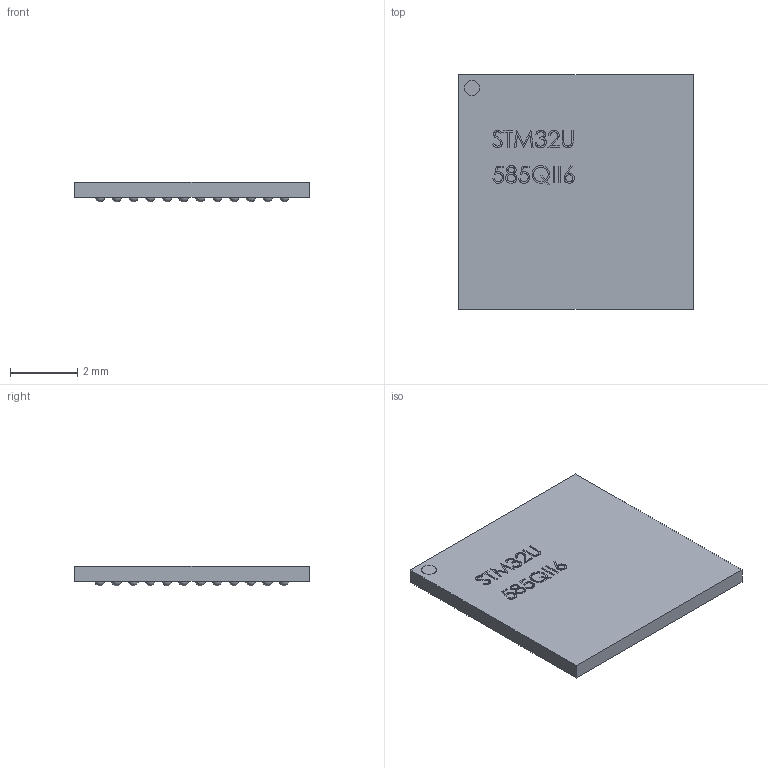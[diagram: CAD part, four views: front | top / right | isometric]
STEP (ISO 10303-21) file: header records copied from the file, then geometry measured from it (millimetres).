
FILE_DESCRIPTION (( 'STEP AP214' ), '1' );
FILE_NAME ('STM32U585QII6.STEP', '2021-11-03T15:07:38', ( '' ), ( '' ), 'SwSTEP 2.0', 'SolidWorks 2020', '' );
FILE_SCHEMA (( 'AUTOMOTIVE_DESIGN' ));
Length unit declared in the file: millimetre
Products named in the file (1): STM32U585QII6
Bounding box: 7 x 7 x 0.59 mm (x, y, z)
Volume: 22.9 mm3; surface area: 119.5 mm2
Topology: 1 solids, 1 shells, 319 faces, 1029 edges, 730 vertices
Faces by surface type: sphere 132, bspline 94, plane 91, cylinder 2
Entity records: 16303 total; most frequent: CARTESIAN_POINT 7369, ORIENTED_EDGE 1530, DIRECTION 1297, EDGE_CURVE 765, VERTEX_POINT 598, AXIS2_PLACEMENT_3D 494, EDGE_LOOP 469, FACE_OUTER_BOUND 319
